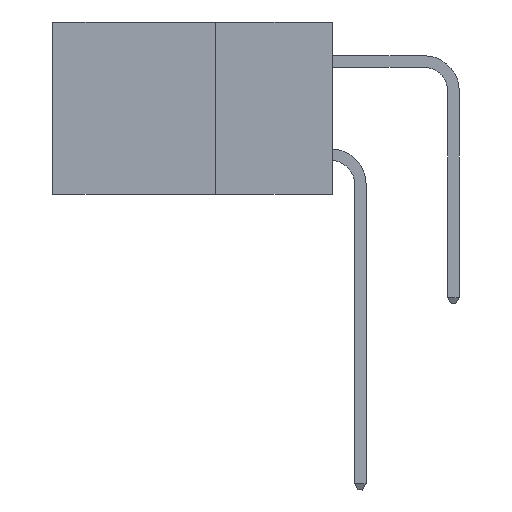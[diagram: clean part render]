
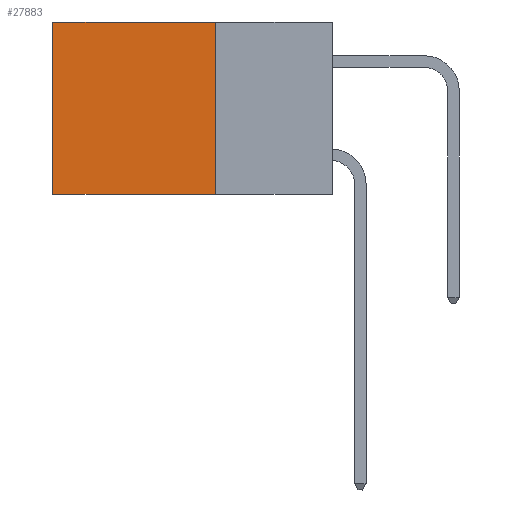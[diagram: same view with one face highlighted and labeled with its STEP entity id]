
A CAD part, left-side view. The second image highlights one B-rep face of the part: STEP entity #27883.
In plain terms, the highlighted planar face has unit normal (-1, 0, 0).
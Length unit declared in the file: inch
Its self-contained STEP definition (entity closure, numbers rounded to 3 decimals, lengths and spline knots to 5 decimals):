
#379 = EDGE_CURVE ( 'NONE', #20681, #12682, #1090, .T. ) ;
#931 = ORIENTED_EDGE ( 'NONE', *, *, #379, .F. ) ;
#964 = LINE ( 'NONE', #16296, #13350 ) ;
#1090 = LINE ( 'NONE', #27357, #18652 ) ;
#2772 = AXIS2_PLACEMENT_3D ( 'NONE', #5949, #3828, #19197 ) ;
#3503 = ORIENTED_EDGE ( 'NONE', *, *, #20845, .T. ) ;
#3828 = DIRECTION ( 'NONE',  ( 1., 0., 0. ) ) ;
#4036 = CARTESIAN_POINT ( 'NONE',  ( 0.298, 0.25, 0. ) ) ;
#4204 = CARTESIAN_POINT ( 'NONE',  ( 0.298, 0.6, 0. ) ) ;
#5210 = EDGE_LOOP ( 'NONE', ( #23886, #20603, #931, #3503 ) ) ;
#5467 = CARTESIAN_POINT ( 'NONE',  ( 0.298, 0.25, -0.37 ) ) ;
#5949 = CARTESIAN_POINT ( 'NONE',  ( 0.298, 0.25, 0. ) ) ;
#6232 = LINE ( 'NONE', #27747, #10675 ) ;
#9995 = VERTEX_POINT ( 'NONE', #13795 ) ;
#10242 = DIRECTION ( 'NONE',  ( 0., 0., -1. ) ) ;
#10675 = VECTOR ( 'NONE', #10242, 39.37008 ) ;
#12682 = VERTEX_POINT ( 'NONE', #5467 ) ;
#13350 = VECTOR ( 'NONE', #18538, 39.37008 ) ;
#13420 = CARTESIAN_POINT ( 'NONE',  ( 0.298, 0.25, 0. ) ) ;
#13795 = CARTESIAN_POINT ( 'NONE',  ( 0.298, 0.6, -0.37 ) ) ;
#14759 = PLANE ( 'NONE',  #2772 ) ;
#14826 = EDGE_CURVE ( 'NONE', #23015, #9995, #6232, .T. ) ;
#14979 = VECTOR ( 'NONE', #15615, 39.37008 ) ;
#15615 = DIRECTION ( 'NONE',  ( 0., 1., 0. ) ) ;
#15661 = LINE ( 'NONE', #13420, #14979 ) ;
#16296 = CARTESIAN_POINT ( 'NONE',  ( 0.298, 0.25, -0.37 ) ) ;
#18538 = DIRECTION ( 'NONE',  ( 0., 1., 0. ) ) ;
#18652 = VECTOR ( 'NONE', #27954, 39.37008 ) ;
#19197 = DIRECTION ( 'NONE',  ( 0., 0., -1. ) ) ;
#20603 = ORIENTED_EDGE ( 'NONE', *, *, #27692, .F. ) ;
#20681 = VERTEX_POINT ( 'NONE', #4036 ) ;
#20845 = EDGE_CURVE ( 'NONE', #20681, #23015, #15661, .T. ) ;
#23015 = VERTEX_POINT ( 'NONE', #4204 ) ;
#23886 = ORIENTED_EDGE ( 'NONE', *, *, #14826, .T. ) ;
#24734 = FACE_OUTER_BOUND ( 'NONE', #5210, .T. ) ;
#27357 = CARTESIAN_POINT ( 'NONE',  ( 0.298, 0.25, 0. ) ) ;
#27692 = EDGE_CURVE ( 'NONE', #12682, #9995, #964, .T. ) ;
#27747 = CARTESIAN_POINT ( 'NONE',  ( 0.298, 0.6, 0. ) ) ;
#27883 = ADVANCED_FACE ( 'NONE', ( #24734 ), #14759, .F. ) ;
#27954 = DIRECTION ( 'NONE',  ( 0., 0., -1. ) ) ;
